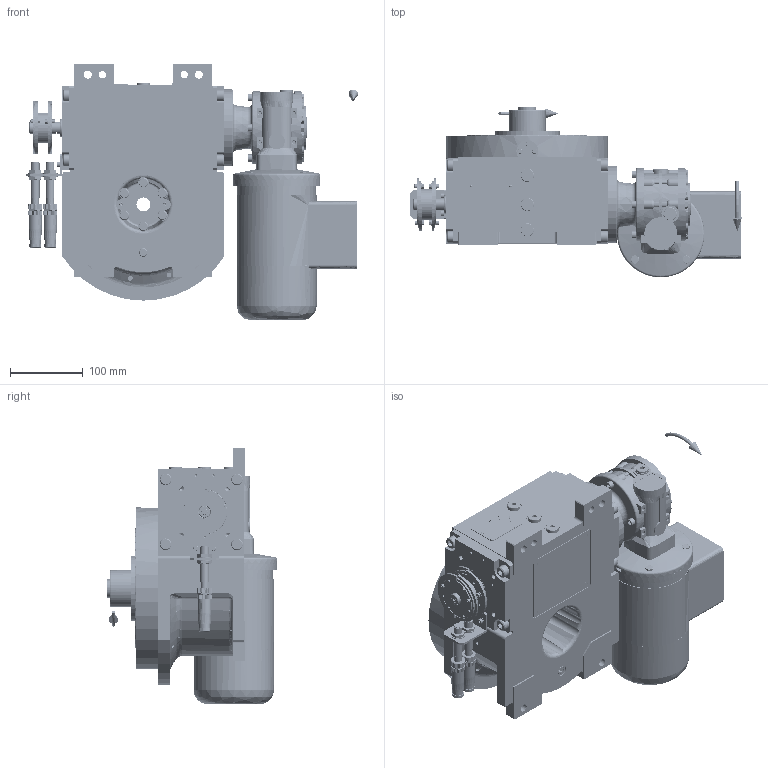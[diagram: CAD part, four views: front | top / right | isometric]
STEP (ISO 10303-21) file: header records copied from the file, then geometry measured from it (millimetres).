
FILE_DESCRIPTION (( 'STEP AP203' ), '1' );
FILE_NAME ('PC5200629.step', '2024-09-16T11:39:23', ( '' ), ( '' ), 'SwSTEP 2.0', 'SolidWorks 2020', '' );
FILE_SCHEMA (( 'CONFIG_CONTROL_DESIGN' ));
Length unit declared in the file: millimetre
Products named in the file (94): AS_900_38_10_028; rig06_004_s_001; CFN2000_01_185.stp; 900_38_30_003; AS_rig06_016; rig06_071_08_m_asm.stp; cfn2070_05_005; PC5200629; cfn2115_02_178; CFN2223_01-570X6-B.stp; cfn2000_01_126; cfn2000_01_103; CFN2203_02_001.stp; cfn2104_01_004; cfn2151_01_290; cfn2476_01_002_60x46; AS_rig06_071_8_m; cfn2151_01_090; MA56B5; cfn2107_01_001; CFN2356_03_047.stp; cfn2401_02_005; cfn2400_04_024; cfn2155_01_056; cfn2115_02_165; cfn2000_01_124; CFN2104_02_017.stp; rig06_002_bl_022; rig06_014; AS_900_38_30_003; rig06_001_a; rig06_005_n_01; cfn2003_01_054; CFN2010_02_002.stp; cfn2128_04_004; rig06_004; cfn2000_01_161; 900_00_00_005; cfn2205_01_013; rig06_007_master ...
Assembly tree (90 placements, depth 5):
  PC5200629
    rig06_001_a
    AS_cfn2476_01_002_60x46
      cfn2476_01_002_60x46
      cfn2107_01_001
      cfn2107_01_001
    AS_rig06_071_8_m
      rig06_071_08_m_asm.stp
        RIG06_005_ASM.stp
          RIG06_021_AF0.stp
          CFN2000_01_185.stp
          CFN2000_01_185.stp
          CFN2104_02_017.stp
        CFN2010_02_002.stp
      rig06_005_n_01
      rig06_003_8
      cfn2104_01_016  x2
      cfn2000_01_124
      cfn2000_01_124  x6
      cfn2000_01_124
      cfn2000_01_124
      cfn2000_01_124
      cfn2155_01_303
    AS_rig06_014
      rig06_014
      cfn2158_01_011
      cfn2104_01_004
      cfn2104_01_004
      cfn2000_01_126
      cfn2000_01_126
      cfn2000_01_126
      cfn2000_01_126
      cfn2000_01_126
      cfn2000_01_126
    AS_rig06_004
      rig06_004
      cfn2070_05_005
      cfn2000_01_103
      cfn2000_01_103
      cfn2000_01_103
      cfn2000_01_103
      cfn2155_01_056
    AS_rig06_004_s_001
      rig06_004_s_001
      cfn2070_05_005
      cfn2000_01_103
      cfn2000_01_103
      cfn2000_01_103
      cfn2000_01_103
      cfn2155_01_056
    AS_rig06_002_bl_022
      rig06_002_bl_022
      cfn2115_02_178
    9004_2512
    cfn2128_04_004
    cfn2128_04_004
    cfn2128_04_004
    cfn2128_19_002
    AS_rig06_016
      rig06_016
Bounding box: 455.5 x 234.5 x 352 mm (x, y, z)
Volume: 5427645.9 mm3; surface area: 1114103.6 mm2
Topology: 78 solids, 78 shells, 5828 faces, 14837 edges, 9412 vertices
Faces by surface type: plane 2664, cylinder 1970, cone 951, torus 152, bspline 85, sphere 6
Entity records: 166812 total; most frequent: CARTESIAN_POINT 45392, ORIENTED_EDGE 23278, DIRECTION 23258, EDGE_CURVE 11639, AXIS2_PLACEMENT_3D 8547, VERTEX_POINT 7466, VECTOR 6164, LINE 6164
